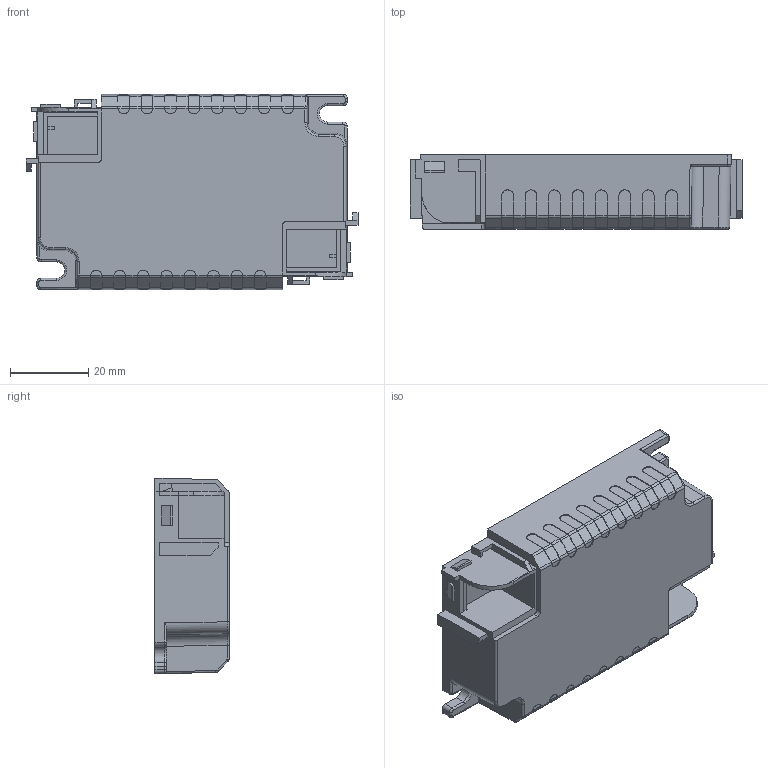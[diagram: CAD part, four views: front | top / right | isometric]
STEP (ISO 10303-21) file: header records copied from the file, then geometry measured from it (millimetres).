
FILE_DESCRIPTION(('Creo Elements/Direct Modeling STEP Export'),'2;1');
FILE_NAME('3D_K76.stp','2019-07-09T 6:35:38',(''),(''),'PTC Creo Elements/Direct Modeling STEP processor for AP214 (Solid Model)','PTC Creo Elements/Direct Modeling 19.0E 27-Jun-2016 (C) Parametric Technology GmbH','');
FILE_SCHEMA(('AUTOMOTIVE_DESIGN { 1 0 10303 214 1 1 1 1 }'));
Length unit declared in the file: millimetre
Products named in the file (2): 3D_K76
Assembly tree (1 placements, depth 2):
  3D_K76
    3D_K76
Bounding box: 85 x 19 x 50 mm (x, y, z)
Volume: 16000.3 mm3; surface area: 26779.1 mm2
Topology: 1 solids, 1 shells, 619 faces, 1776 edges, 1148 vertices
Faces by surface type: plane 431, cylinder 164, torus 14, cone 8, bspline 2
Entity records: 20638 total; most frequent: CARTESIAN_POINT 4478, ORIENTED_EDGE 3552, DIRECTION 3154, EDGE_CURVE 1776, VECTOR 1322, LINE 1322, VERTEX_POINT 1148, AXIS2_PLACEMENT_3D 916
